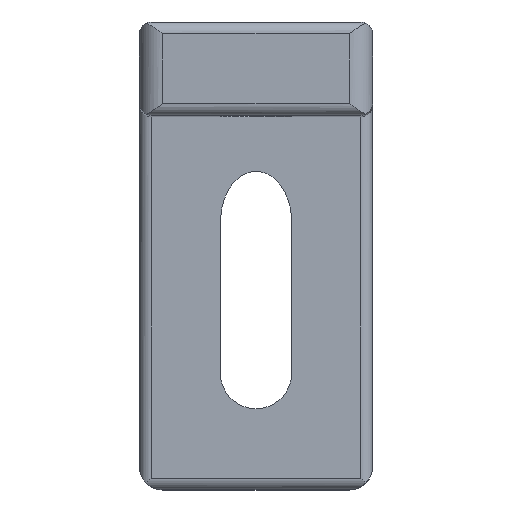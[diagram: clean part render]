
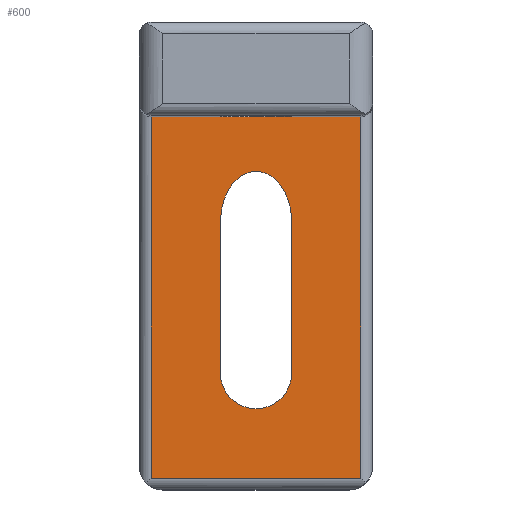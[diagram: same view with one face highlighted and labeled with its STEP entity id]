
A CAD part, top view. The second image highlights one B-rep face of the part: STEP entity #600.
In plain terms, the highlighted planar face has unit normal (0, 0, 1).
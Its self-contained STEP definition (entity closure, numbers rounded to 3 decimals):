
#57=FACE_BOUND('',#118,.T.);
#61=CIRCLE('',#639,3.05);
#65=ELLIPSE('',#638,4.313,3.05);
#83=FACE_OUTER_BOUND('',#117,.T.);
#117=EDGE_LOOP('',(#423,#424,#425,#426));
#118=EDGE_LOOP('',(#427,#428,#429,#430));
#165=LINE('',#879,#216);
#168=LINE('',#890,#219);
#169=LINE('',#892,#220);
#170=LINE('',#893,#221);
#171=LINE('',#898,#222);
#172=LINE('',#901,#223);
#216=VECTOR('',#708,18.);
#219=VECTOR('',#717,31.);
#220=VECTOR('',#718,31.);
#221=VECTOR('',#719,18.);
#222=VECTOR('',#722,13.);
#223=VECTOR('',#725,13.);
#264=VERTEX_POINT('',#872);
#267=VERTEX_POINT('',#877);
#272=VERTEX_POINT('',#889);
#273=VERTEX_POINT('',#891);
#274=VERTEX_POINT('',#894);
#275=VERTEX_POINT('',#895);
#276=VERTEX_POINT('',#897);
#277=VERTEX_POINT('',#899);
#327=EDGE_CURVE('',#267,#264,#165,.T.);
#332=EDGE_CURVE('',#272,#264,#168,.T.);
#333=EDGE_CURVE('',#267,#273,#169,.T.);
#334=EDGE_CURVE('',#273,#272,#170,.T.);
#335=EDGE_CURVE('',#274,#275,#65,.T.);
#336=EDGE_CURVE('',#275,#276,#171,.T.);
#337=EDGE_CURVE('',#276,#277,#61,.T.);
#338=EDGE_CURVE('',#277,#274,#172,.T.);
#423=ORIENTED_EDGE('',*,*,#332,.T.);
#424=ORIENTED_EDGE('',*,*,#327,.F.);
#425=ORIENTED_EDGE('',*,*,#333,.T.);
#426=ORIENTED_EDGE('',*,*,#334,.T.);
#427=ORIENTED_EDGE('',*,*,#335,.T.);
#428=ORIENTED_EDGE('',*,*,#336,.T.);
#429=ORIENTED_EDGE('',*,*,#337,.T.);
#430=ORIENTED_EDGE('',*,*,#338,.T.);
#588=PLANE('',#637);
#600=ADVANCED_FACE('',(#83,#57),#588,.T.);
#637=AXIS2_PLACEMENT_3D('',#888,#715,#716);
#638=AXIS2_PLACEMENT_3D('',#896,#720,#721);
#639=AXIS2_PLACEMENT_3D('',#900,#723,#724);
#708=DIRECTION('',(1.,0.,0.));
#715=DIRECTION('center_axis',(0.,0.,1.));
#716=DIRECTION('ref_axis',(0.,-1.,0.));
#717=DIRECTION('',(0.,1.,0.));
#718=DIRECTION('',(0.,-1.,0.));
#719=DIRECTION('',(1.,0.,0.));
#720=DIRECTION('center_axis',(0.,0.,-1.));
#721=DIRECTION('ref_axis',(0.,-1.,0.));
#722=DIRECTION('',(0.,-1.,0.));
#723=DIRECTION('center_axis',(0.,0.,-1.));
#724=DIRECTION('ref_axis',(0.,-1.,0.));
#725=DIRECTION('',(0.,1.,0.));
#872=CARTESIAN_POINT('',(9.,-8.,8.));
#877=CARTESIAN_POINT('',(-9.,-8.,8.));
#879=CARTESIAN_POINT('',(-9.,-8.,8.));
#888=CARTESIAN_POINT('Origin',(0.,-24.,8.));
#889=CARTESIAN_POINT('',(9.,-39.,8.));
#890=CARTESIAN_POINT('',(9.,-39.,8.));
#891=CARTESIAN_POINT('',(-9.,-39.,8.));
#892=CARTESIAN_POINT('',(-9.,-8.,8.));
#893=CARTESIAN_POINT('',(-9.,-39.,8.));
#894=CARTESIAN_POINT('',(-3.05,-17.,8.));
#895=CARTESIAN_POINT('',(3.05,-17.,8.));
#896=CARTESIAN_POINT('Origin',(0.,-17.,8.));
#897=CARTESIAN_POINT('',(3.05,-30.,8.));
#898=CARTESIAN_POINT('',(3.05,-17.,8.));
#899=CARTESIAN_POINT('',(-3.05,-30.,8.));
#900=CARTESIAN_POINT('Origin',(0.,-30.,8.));
#901=CARTESIAN_POINT('',(-3.05,-30.,8.));
